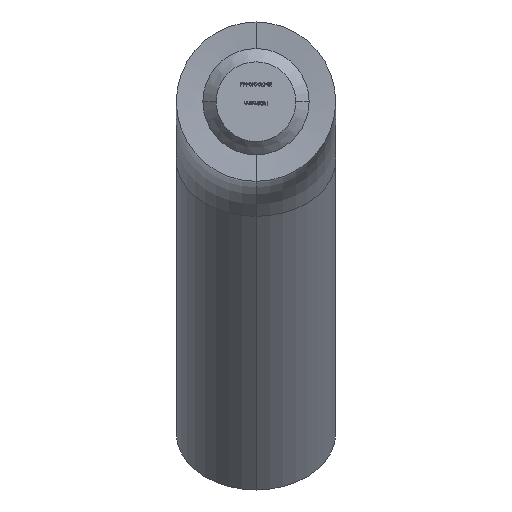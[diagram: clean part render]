
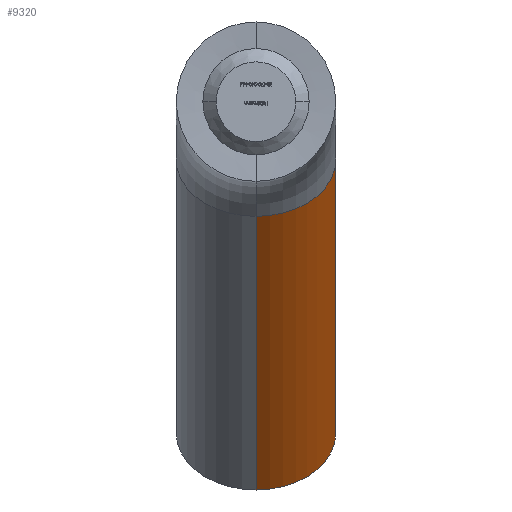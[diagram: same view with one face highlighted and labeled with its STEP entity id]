
A CAD part, front view. The second image highlights one B-rep face of the part: STEP entity #9320.
In plain terms, the highlighted cylindrical face has radius 6 mm (diameter 12 mm), a partial arc.
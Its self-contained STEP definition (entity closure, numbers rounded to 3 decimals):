
#376 = CARTESIAN_POINT ( 'NONE',  ( 0., 39.393, -4.393 ) ) ;
#849 = ORIENTED_EDGE ( 'NONE', *, *, #6235, .T. ) ;
#900 = DIRECTION ( 'NONE',  ( 0., 0.707, 0.707 ) ) ;
#1357 = CYLINDRICAL_SURFACE ( 'NONE', #4754, 6. ) ;
#1498 = DIRECTION ( 'NONE',  ( 0., 0.707, -0.707 ) ) ;
#1784 = CARTESIAN_POINT ( 'NONE',  ( 0., 43.636, -0.151 ) ) ;
#1882 = ORIENTED_EDGE ( 'NONE', *, *, #4436, .F. ) ;
#2405 = FACE_OUTER_BOUND ( 'NONE', #11857, .T. ) ;
#3230 = DIRECTION ( 'NONE',  ( 0., 0.707, -0.707 ) ) ;
#4033 = VERTEX_POINT ( 'NONE', #1784 ) ;
#4152 = DIRECTION ( 'NONE',  ( 0., 0.707, -0.707 ) ) ;
#4355 = CARTESIAN_POINT ( 'NONE',  ( 0., 35.151, -8.636 ) ) ;
#4436 = EDGE_CURVE ( 'NONE', #4033, #10829, #12127, .T. ) ;
#4649 = CARTESIAN_POINT ( 'NONE',  ( 0., 55.757, -29.243 ) ) ;
#4754 = AXIS2_PLACEMENT_3D ( 'NONE', #376, #13700, #12651 ) ;
#5462 = ORIENTED_EDGE ( 'NONE', *, *, #5589, .T. ) ;
#5589 = EDGE_CURVE ( 'NONE', #4033, #13043, #7451, .T. ) ;
#5693 = CIRCLE ( 'NONE', #7166, 6. ) ;
#6235 = EDGE_CURVE ( 'NONE', #13043, #12743, #13304, .T. ) ;
#7166 = AXIS2_PLACEMENT_3D ( 'NONE', #7329, #10621, #900 ) ;
#7329 = CARTESIAN_POINT ( 'NONE',  ( 0., 60., -25. ) ) ;
#7451 = CIRCLE ( 'NONE', #12130, 6. ) ;
#8243 = EDGE_CURVE ( 'NONE', #10829, #12743, #5693, .T. ) ;
#8423 = CARTESIAN_POINT ( 'NONE',  ( 0., 39.393, -4.393 ) ) ;
#9320 = ADVANCED_FACE ( 'NONE', ( #2405 ), #1357, .T. ) ;
#9532 = DIRECTION ( 'NONE',  ( 0., 0.707, 0.707 ) ) ;
#9962 = CARTESIAN_POINT ( 'NONE',  ( 0., 35.151, -8.636 ) ) ;
#10372 = VECTOR ( 'NONE', #3230, 1000. ) ;
#10621 = DIRECTION ( 'NONE',  ( 0., 0.707, -0.707 ) ) ;
#10829 = VERTEX_POINT ( 'NONE', #11050 ) ;
#11050 = CARTESIAN_POINT ( 'NONE',  ( 0., 64.243, -20.757 ) ) ;
#11857 = EDGE_LOOP ( 'NONE', ( #5462, #849, #13387, #1882 ) ) ;
#12127 = LINE ( 'NONE', #13475, #14179 ) ;
#12130 = AXIS2_PLACEMENT_3D ( 'NONE', #8423, #4152, #9532 ) ;
#12651 = DIRECTION ( 'NONE',  ( 0., 0.707, 0.707 ) ) ;
#12743 = VERTEX_POINT ( 'NONE', #4649 ) ;
#13043 = VERTEX_POINT ( 'NONE', #9962 ) ;
#13304 = LINE ( 'NONE', #4355, #10372 ) ;
#13387 = ORIENTED_EDGE ( 'NONE', *, *, #8243, .F. ) ;
#13475 = CARTESIAN_POINT ( 'NONE',  ( 0., 43.636, -0.151 ) ) ;
#13700 = DIRECTION ( 'NONE',  ( 0., 0.707, -0.707 ) ) ;
#14179 = VECTOR ( 'NONE', #1498, 1000. ) ;
